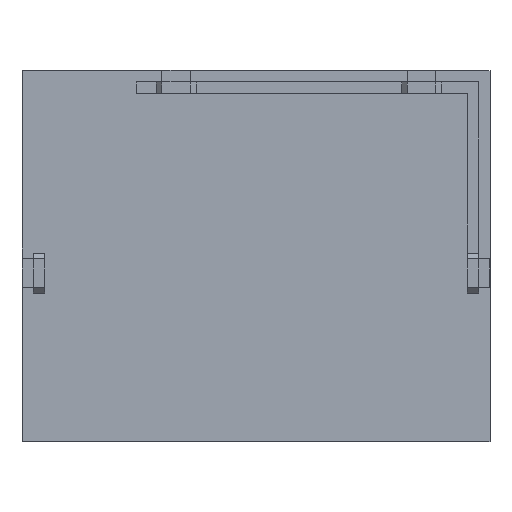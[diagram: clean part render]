
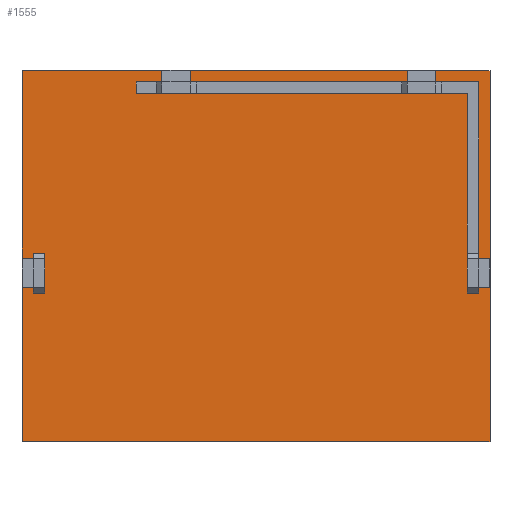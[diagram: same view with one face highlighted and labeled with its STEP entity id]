
A CAD part, top view. The second image highlights one B-rep face of the part: STEP entity #1555.
In plain terms, the highlighted planar face has unit normal (0, 0, 1).
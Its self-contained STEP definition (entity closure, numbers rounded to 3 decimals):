
#494 = VERTEX_POINT('',#495);
#495 = CARTESIAN_POINT('',(-41.,32.5,2.));
#501 = EDGE_CURVE('',#494,#502,#504,.T.);
#502 = VERTEX_POINT('',#503);
#503 = CARTESIAN_POINT('',(-41.,-32.5,2.));
#504 = LINE('',#505,#506);
#505 = CARTESIAN_POINT('',(-41.,32.5,2.));
#506 = VECTOR('',#507,1.);
#507 = DIRECTION('',(0.,-1.,0.));
#525 = VERTEX_POINT('',#526);
#526 = CARTESIAN_POINT('',(41.,32.5,2.));
#532 = EDGE_CURVE('',#525,#494,#533,.T.);
#533 = LINE('',#534,#535);
#534 = CARTESIAN_POINT('',(41.,32.5,2.));
#535 = VECTOR('',#536,1.);
#536 = DIRECTION('',(-1.,0.,0.));
#549 = EDGE_CURVE('',#502,#550,#552,.T.);
#550 = VERTEX_POINT('',#551);
#551 = CARTESIAN_POINT('',(41.,-32.5,2.));
#552 = LINE('',#553,#554);
#553 = CARTESIAN_POINT('',(-41.,-32.5,2.));
#554 = VECTOR('',#555,1.);
#555 = DIRECTION('',(1.,0.,0.));
#573 = EDGE_CURVE('',#550,#525,#574,.T.);
#574 = LINE('',#575,#576);
#575 = CARTESIAN_POINT('',(41.,-32.5,2.));
#576 = VECTOR('',#577,1.);
#577 = DIRECTION('',(0.,1.,0.));
#1555 = ADVANCED_FACE('',(#1556,#1562,#1596),#1646,.T.);
#1556 = FACE_BOUND('',#1557,.T.);
#1557 = EDGE_LOOP('',(#1558,#1559,#1560,#1561));
#1558 = ORIENTED_EDGE('',*,*,#501,.T.);
#1559 = ORIENTED_EDGE('',*,*,#549,.T.);
#1560 = ORIENTED_EDGE('',*,*,#573,.T.);
#1561 = ORIENTED_EDGE('',*,*,#532,.T.);
#1562 = FACE_BOUND('',#1563,.T.);
#1563 = EDGE_LOOP('',(#1564,#1574,#1582,#1590));
#1564 = ORIENTED_EDGE('',*,*,#1565,.T.);
#1565 = EDGE_CURVE('',#1566,#1568,#1570,.T.);
#1566 = VERTEX_POINT('',#1567);
#1567 = CARTESIAN_POINT('',(-37.,-6.5,2.));
#1568 = VERTEX_POINT('',#1569);
#1569 = CARTESIAN_POINT('',(-39.,-6.5,2.));
#1570 = LINE('',#1571,#1572);
#1571 = CARTESIAN_POINT('',(-37.,-6.5,2.));
#1572 = VECTOR('',#1573,1.);
#1573 = DIRECTION('',(-1.,0.,0.));
#1574 = ORIENTED_EDGE('',*,*,#1575,.T.);
#1575 = EDGE_CURVE('',#1568,#1576,#1578,.T.);
#1576 = VERTEX_POINT('',#1577);
#1577 = CARTESIAN_POINT('',(-39.,0.5,2.));
#1578 = LINE('',#1579,#1580);
#1579 = CARTESIAN_POINT('',(-39.,-6.5,2.));
#1580 = VECTOR('',#1581,1.);
#1581 = DIRECTION('',(0.,1.,0.));
#1582 = ORIENTED_EDGE('',*,*,#1583,.T.);
#1583 = EDGE_CURVE('',#1576,#1584,#1586,.T.);
#1584 = VERTEX_POINT('',#1585);
#1585 = CARTESIAN_POINT('',(-37.,0.5,2.));
#1586 = LINE('',#1587,#1588);
#1587 = CARTESIAN_POINT('',(-39.,0.5,2.));
#1588 = VECTOR('',#1589,1.);
#1589 = DIRECTION('',(1.,0.,0.));
#1590 = ORIENTED_EDGE('',*,*,#1591,.T.);
#1591 = EDGE_CURVE('',#1584,#1566,#1592,.T.);
#1592 = LINE('',#1593,#1594);
#1593 = CARTESIAN_POINT('',(-37.,0.5,2.));
#1594 = VECTOR('',#1595,1.);
#1595 = DIRECTION('',(0.,-1.,0.));
#1596 = FACE_BOUND('',#1597,.T.);
#1597 = EDGE_LOOP('',(#1598,#1608,#1616,#1624,#1632,#1640));
#1598 = ORIENTED_EDGE('',*,*,#1599,.F.);
#1599 = EDGE_CURVE('',#1600,#1602,#1604,.T.);
#1600 = VERTEX_POINT('',#1601);
#1601 = CARTESIAN_POINT('',(-21.,30.5,2.));
#1602 = VERTEX_POINT('',#1603);
#1603 = CARTESIAN_POINT('',(-21.,28.5,2.));
#1604 = LINE('',#1605,#1606);
#1605 = CARTESIAN_POINT('',(-21.,30.5,2.));
#1606 = VECTOR('',#1607,1.);
#1607 = DIRECTION('',(0.,-1.,0.));
#1608 = ORIENTED_EDGE('',*,*,#1609,.T.);
#1609 = EDGE_CURVE('',#1600,#1610,#1612,.T.);
#1610 = VERTEX_POINT('',#1611);
#1611 = CARTESIAN_POINT('',(39.,30.5,2.));
#1612 = LINE('',#1613,#1614);
#1613 = CARTESIAN_POINT('',(-21.,30.5,2.));
#1614 = VECTOR('',#1615,1.);
#1615 = DIRECTION('',(1.,0.,0.));
#1616 = ORIENTED_EDGE('',*,*,#1617,.T.);
#1617 = EDGE_CURVE('',#1610,#1618,#1620,.T.);
#1618 = VERTEX_POINT('',#1619);
#1619 = CARTESIAN_POINT('',(39.,-6.5,2.));
#1620 = LINE('',#1621,#1622);
#1621 = CARTESIAN_POINT('',(39.,30.5,2.));
#1622 = VECTOR('',#1623,1.);
#1623 = DIRECTION('',(0.,-1.,0.));
#1624 = ORIENTED_EDGE('',*,*,#1625,.T.);
#1625 = EDGE_CURVE('',#1618,#1626,#1628,.T.);
#1626 = VERTEX_POINT('',#1627);
#1627 = CARTESIAN_POINT('',(37.,-6.5,2.));
#1628 = LINE('',#1629,#1630);
#1629 = CARTESIAN_POINT('',(39.,-6.5,2.));
#1630 = VECTOR('',#1631,1.);
#1631 = DIRECTION('',(-1.,0.,0.));
#1632 = ORIENTED_EDGE('',*,*,#1633,.T.);
#1633 = EDGE_CURVE('',#1626,#1634,#1636,.T.);
#1634 = VERTEX_POINT('',#1635);
#1635 = CARTESIAN_POINT('',(37.,28.5,2.));
#1636 = LINE('',#1637,#1638);
#1637 = CARTESIAN_POINT('',(37.,-6.5,2.));
#1638 = VECTOR('',#1639,1.);
#1639 = DIRECTION('',(0.,1.,0.));
#1640 = ORIENTED_EDGE('',*,*,#1641,.T.);
#1641 = EDGE_CURVE('',#1634,#1602,#1642,.T.);
#1642 = LINE('',#1643,#1644);
#1643 = CARTESIAN_POINT('',(37.,28.5,2.));
#1644 = VECTOR('',#1645,1.);
#1645 = DIRECTION('',(-1.,0.,0.));
#1646 = PLANE('',#1647);
#1647 = AXIS2_PLACEMENT_3D('',#1648,#1649,#1650);
#1648 = CARTESIAN_POINT('',(0.,0.,2.));
#1649 = DIRECTION('',(0.,0.,1.));
#1650 = DIRECTION('',(1.,0.,0.));
